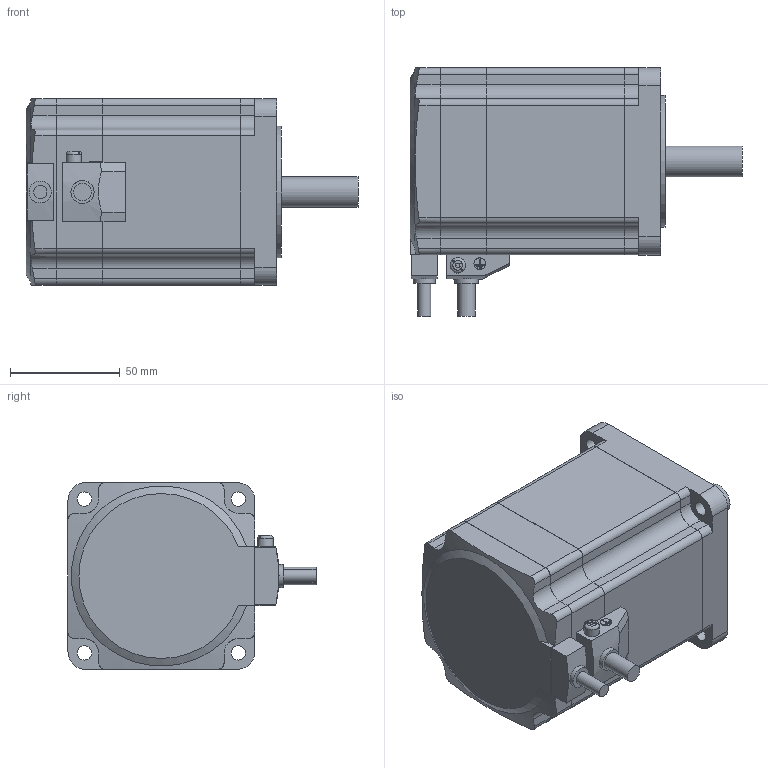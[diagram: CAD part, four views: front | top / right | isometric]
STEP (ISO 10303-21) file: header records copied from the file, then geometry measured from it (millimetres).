
FILE_DESCRIPTION( ( 'STEP AP214' ), '1' );
FILE_NAME( 'AZM911A0C.stp', '2019-10-24T01:45:19', ( '' ), ( '' ), ' ', 'PARTsolutions', ' ' );
FILE_SCHEMA( ( 'AUTOMOTIVE_DESIGN { 1 0 10303 214 1 1 1 1 }' ) );
Length unit declared in the file: millimetre
Products named in the file (1): _AZM911A0C
Bounding box: 151 x 112.85 x 85 mm (x, y, z)
Volume: 761775.7 mm3; surface area: 55280.9 mm2
Topology: 1 solids, 1 shells, 261 faces, 717 edges, 474 vertices
Faces by surface type: plane 147, cylinder 110, torus 2, sphere 1, cone 1
Full cylindrical faces by diameter (mm): 5.2 x1, 6 x1, 6.5 x4, 7 x1, 8 x1, 10 x1, 10.5 x1, 14 x1, 60 x1
Entity records: 10754 total; most frequent: CARTESIAN_POINT 1863, DIRECTION 1432, ORIENTED_EDGE 1408, EDGE_CURVE 704, AXIS2_PLACEMENT_3D 490, VERTEX_POINT 473, LINE 452, VECTOR 452
